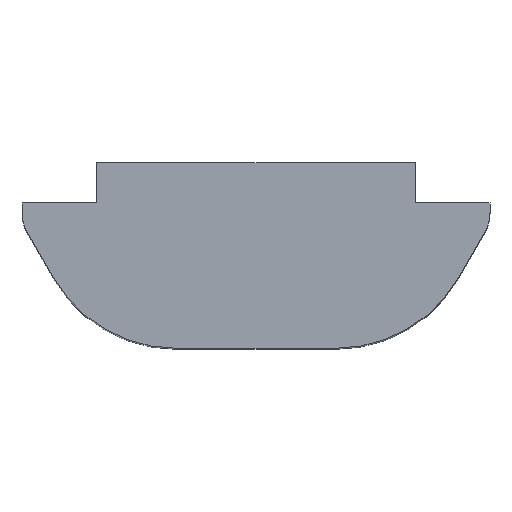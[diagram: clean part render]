
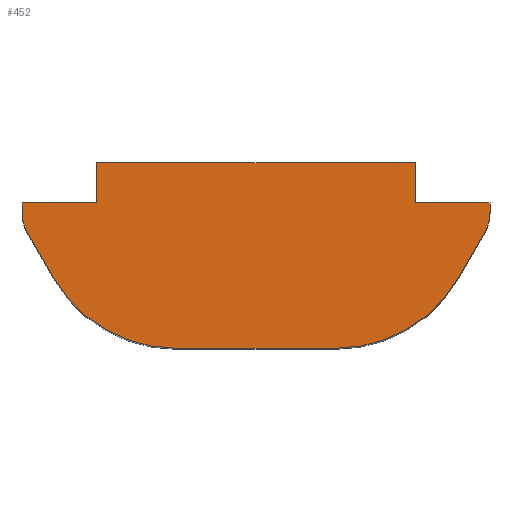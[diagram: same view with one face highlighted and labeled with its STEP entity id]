
A CAD part, top view. The second image highlights one B-rep face of the part: STEP entity #452.
In plain terms, the highlighted planar face has unit normal (0, 0, 1).
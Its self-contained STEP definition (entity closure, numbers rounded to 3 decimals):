
#3 = LINE ( 'NONE', #529, #22 ) ;
#6 = VECTOR ( 'NONE', #545, 1000. ) ;
#17 = VERTEX_POINT ( 'NONE', #104 ) ;
#18 = EDGE_CURVE ( 'NONE', #75, #420, #513, .T. ) ;
#22 = VECTOR ( 'NONE', #593, 1000. ) ;
#28 = ORIENTED_EDGE ( 'NONE', *, *, #697, .F. ) ;
#30 = CARTESIAN_POINT ( 'NONE',  ( 5.8, -1.2, 16. ) ) ;
#32 = VERTEX_POINT ( 'NONE', #421 ) ;
#34 = CARTESIAN_POINT ( 'NONE',  ( 4.8, -1.232, 16. ) ) ;
#43 = DIRECTION ( 'NONE',  ( 0., 0., -1. ) ) ;
#48 = DIRECTION ( 'NONE',  ( -1., 0., 0. ) ) ;
#53 = AXIS2_PLACEMENT_3D ( 'NONE', #587, #649, #48 ) ;
#54 = CARTESIAN_POINT ( 'NONE',  ( 1.989, -4.6, 16. ) ) ;
#57 = CARTESIAN_POINT ( 'NONE',  ( 5.8, -1.232, 16. ) ) ;
#61 = VECTOR ( 'NONE', #604, 1000. ) ;
#65 = VERTEX_POINT ( 'NONE', #168 ) ;
#73 = ORIENTED_EDGE ( 'NONE', *, *, #274, .T. ) ;
#75 = VERTEX_POINT ( 'NONE', #54 ) ;
#83 = ORIENTED_EDGE ( 'NONE', *, *, #315, .F. ) ;
#87 = EDGE_CURVE ( 'NONE', #32, #17, #610, .T. ) ;
#96 = DIRECTION ( 'NONE',  ( -1., 0., 0. ) ) ;
#104 = CARTESIAN_POINT ( 'NONE',  ( 3.95, -1., 16. ) ) ;
#108 = EDGE_LOOP ( 'NONE', ( #214, #527, #340, #73, #438, #383, #637, #28, #118, #323, #374, #292, #345, #83 ) ) ;
#112 = EDGE_CURVE ( 'NONE', #466, #32, #547, .T. ) ;
#118 = ORIENTED_EDGE ( 'NONE', *, *, #166, .T. ) ;
#130 = LINE ( 'NONE', #402, #710 ) ;
#133 = CARTESIAN_POINT ( 'NONE',  ( -3.95, 0., 16. ) ) ;
#135 = EDGE_CURVE ( 'NONE', #526, #65, #331, .T. ) ;
#142 = DIRECTION ( 'NONE',  ( 0., -1., 0. ) ) ;
#145 = VECTOR ( 'NONE', #167, 1000. ) ;
#147 = VERTEX_POINT ( 'NONE', #657 ) ;
#148 = DIRECTION ( 'NONE',  ( -1., 0., 0. ) ) ;
#159 = CARTESIAN_POINT ( 'NONE',  ( 0., -4.6, 16. ) ) ;
#166 = EDGE_CURVE ( 'NONE', #313, #260, #195, .T. ) ;
#167 = DIRECTION ( 'NONE',  ( -1., 0., 0. ) ) ;
#168 = CARTESIAN_POINT ( 'NONE',  ( -5.8, -1., 16. ) ) ;
#189 = VERTEX_POINT ( 'NONE', #565 ) ;
#194 = LINE ( 'NONE', #30, #712 ) ;
#195 = CIRCLE ( 'NONE', #255, 3.5 ) ;
#201 = DIRECTION ( 'NONE',  ( -0.5, -0.866, 0. ) ) ;
#214 = ORIENTED_EDGE ( 'NONE', *, *, #398, .T. ) ;
#233 = DIRECTION ( 'NONE',  ( 0., -1., 0. ) ) ;
#235 = VECTOR ( 'NONE', #375, 1000. ) ;
#243 = CARTESIAN_POINT ( 'NONE',  ( -5.021, -2.85, 16. ) ) ;
#245 = AXIS2_PLACEMENT_3D ( 'NONE', #461, #43, #148 ) ;
#250 = DIRECTION ( 'NONE',  ( 0., 0., -1. ) ) ;
#253 = DIRECTION ( 'NONE',  ( 0., 0., 1. ) ) ;
#255 = AXIS2_PLACEMENT_3D ( 'NONE', #281, #665, #320 ) ;
#260 = VERTEX_POINT ( 'NONE', #560 ) ;
#274 = EDGE_CURVE ( 'NONE', #466, #620, #683, .T. ) ;
#281 = CARTESIAN_POINT ( 'NONE',  ( -1.989, -1.1, 16. ) ) ;
#284 = CIRCLE ( 'NONE', #326, 1. ) ;
#292 = ORIENTED_EDGE ( 'NONE', *, *, #469, .F. ) ;
#313 = VERTEX_POINT ( 'NONE', #243 ) ;
#315 = EDGE_CURVE ( 'NONE', #147, #646, #194, .T. ) ;
#320 = DIRECTION ( 'NONE',  ( -1., 0., 0. ) ) ;
#321 = LINE ( 'NONE', #696, #535 ) ;
#323 = ORIENTED_EDGE ( 'NONE', *, *, #693, .T. ) ;
#326 = AXIS2_PLACEMENT_3D ( 'NONE', #34, #250, #96 ) ;
#331 = LINE ( 'NONE', #550, #6 ) ;
#340 = ORIENTED_EDGE ( 'NONE', *, *, #112, .F. ) ;
#345 = ORIENTED_EDGE ( 'NONE', *, *, #416, .F. ) ;
#374 = ORIENTED_EDGE ( 'NONE', *, *, #18, .T. ) ;
#375 = DIRECTION ( 'NONE',  ( 1., 0., 0. ) ) ;
#376 = CARTESIAN_POINT ( 'NONE',  ( 3.95, -0.2, 16. ) ) ;
#380 = VECTOR ( 'NONE', #706, 1000. ) ;
#383 = ORIENTED_EDGE ( 'NONE', *, *, #135, .F. ) ;
#398 = EDGE_CURVE ( 'NONE', #147, #17, #130, .T. ) ;
#402 = CARTESIAN_POINT ( 'NONE',  ( 0., -1., 16. ) ) ;
#409 = LINE ( 'NONE', #536, #145 ) ;
#416 = EDGE_CURVE ( 'NONE', #646, #486, #284, .T. ) ;
#420 = VERTEX_POINT ( 'NONE', #619 ) ;
#421 = CARTESIAN_POINT ( 'NONE',  ( 3.95, 0., 16. ) ) ;
#424 = CARTESIAN_POINT ( 'NONE',  ( -3.95, -1., 16. ) ) ;
#438 = ORIENTED_EDGE ( 'NONE', *, *, #567, .T. ) ;
#444 = CIRCLE ( 'NONE', #245, 1. ) ;
#452 = ADVANCED_FACE ( 'NONE', ( #700 ), #462, .T. ) ;
#455 = DIRECTION ( 'NONE',  ( -1., 0., 0. ) ) ;
#461 = CARTESIAN_POINT ( 'NONE',  ( -4.8, -1.232, 16. ) ) ;
#462 = PLANE ( 'NONE',  #608 ) ;
#466 = VERTEX_POINT ( 'NONE', #633 ) ;
#469 = EDGE_CURVE ( 'NONE', #486, #420, #321, .T. ) ;
#486 = VERTEX_POINT ( 'NONE', #579 ) ;
#495 = EDGE_CURVE ( 'NONE', #189, #526, #444, .T. ) ;
#511 = CARTESIAN_POINT ( 'NONE',  ( -5.8, -1.232, 16. ) ) ;
#513 = CIRCLE ( 'NONE', #53, 3.5 ) ;
#515 = CARTESIAN_POINT ( 'NONE',  ( 0., 0., 16. ) ) ;
#526 = VERTEX_POINT ( 'NONE', #511 ) ;
#527 = ORIENTED_EDGE ( 'NONE', *, *, #87, .F. ) ;
#529 = CARTESIAN_POINT ( 'NONE',  ( -5.021, -2.85, 16. ) ) ;
#535 = VECTOR ( 'NONE', #201, 1000. ) ;
#536 = CARTESIAN_POINT ( 'NONE',  ( 0., -1., 16. ) ) ;
#537 = VECTOR ( 'NONE', #233, 1000. ) ;
#545 = DIRECTION ( 'NONE',  ( 0., 1., 0. ) ) ;
#546 = LINE ( 'NONE', #159, #380 ) ;
#547 = LINE ( 'NONE', #596, #235 ) ;
#550 = CARTESIAN_POINT ( 'NONE',  ( -5.8, -1.232, 16. ) ) ;
#560 = CARTESIAN_POINT ( 'NONE',  ( -1.989, -4.6, 16. ) ) ;
#565 = CARTESIAN_POINT ( 'NONE',  ( -5.666, -1.732, 16. ) ) ;
#567 = EDGE_CURVE ( 'NONE', #620, #65, #409, .T. ) ;
#579 = CARTESIAN_POINT ( 'NONE',  ( 5.666, -1.732, 16. ) ) ;
#587 = CARTESIAN_POINT ( 'NONE',  ( 1.989, -1.1, 16. ) ) ;
#593 = DIRECTION ( 'NONE',  ( -0.5, 0.866, 0. ) ) ;
#596 = CARTESIAN_POINT ( 'NONE',  ( 0.75, 0., 16. ) ) ;
#604 = DIRECTION ( 'NONE',  ( 0., -1., 0. ) ) ;
#608 = AXIS2_PLACEMENT_3D ( 'NONE', #515, #253, #639 ) ;
#610 = LINE ( 'NONE', #376, #61 ) ;
#619 = CARTESIAN_POINT ( 'NONE',  ( 5.021, -2.85, 16. ) ) ;
#620 = VERTEX_POINT ( 'NONE', #424 ) ;
#633 = CARTESIAN_POINT ( 'NONE',  ( -3.95, 0., 16. ) ) ;
#637 = ORIENTED_EDGE ( 'NONE', *, *, #495, .F. ) ;
#639 = DIRECTION ( 'NONE',  ( 1., 0., 0. ) ) ;
#646 = VERTEX_POINT ( 'NONE', #57 ) ;
#649 = DIRECTION ( 'NONE',  ( 0., 0., 1. ) ) ;
#657 = CARTESIAN_POINT ( 'NONE',  ( 5.8, -1., 16. ) ) ;
#665 = DIRECTION ( 'NONE',  ( 0., 0., 1. ) ) ;
#683 = LINE ( 'NONE', #133, #537 ) ;
#693 = EDGE_CURVE ( 'NONE', #260, #75, #546, .T. ) ;
#696 = CARTESIAN_POINT ( 'NONE',  ( 5.666, -1.732, 16. ) ) ;
#697 = EDGE_CURVE ( 'NONE', #313, #189, #3, .T. ) ;
#700 = FACE_OUTER_BOUND ( 'NONE', #108, .T. ) ;
#706 = DIRECTION ( 'NONE',  ( 1., 0., 0. ) ) ;
#710 = VECTOR ( 'NONE', #455, 1000. ) ;
#712 = VECTOR ( 'NONE', #142, 1000. ) ;
